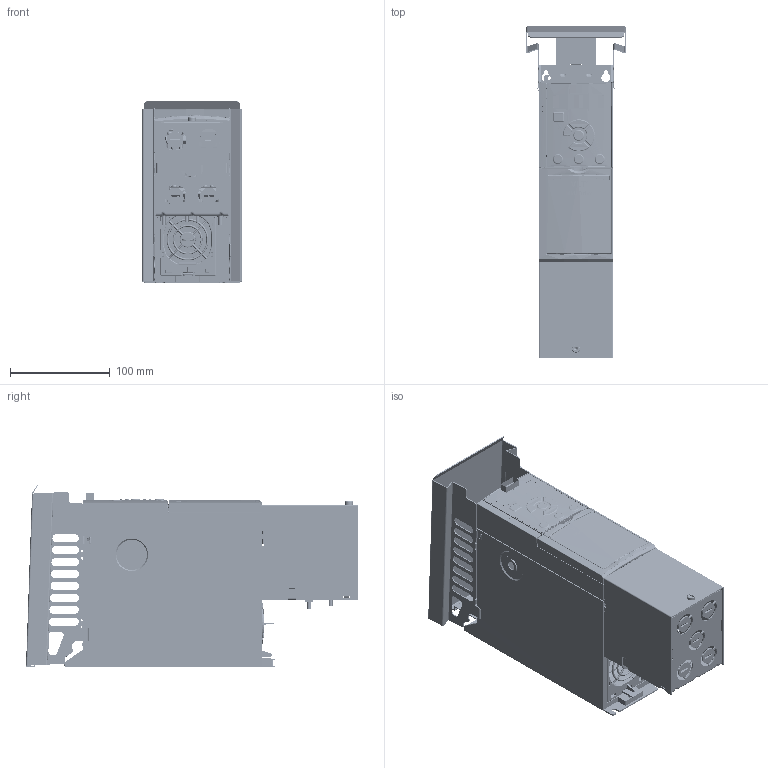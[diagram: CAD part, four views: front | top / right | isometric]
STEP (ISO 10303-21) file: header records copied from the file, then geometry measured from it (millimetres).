
FILE_DESCRIPTION((''),'2;1');
FILE_NAME('FC280-K1-IP21','2016-08-30T',('u242158'),('Danfoss Power Electronics'),'CREO PARAMETRIC BY PTC INC, 2015480','CREO PARAMETRIC BY PTC INC, 2015480','');
FILE_SCHEMA(('CONFIG_CONTROL_DESIGN','GEOMETRIC_VALIDATION_PROPERTIES_MIM'));
Products named in the file (1): FC280-K1-IP21
Bounding box: 100 x 333.2 x 183.28 mm (x, y, z)
Surface area: 607818 mm2 (no closed solid volume)
Topology: 0 solids, 274 shells, 17989 faces, 49980 edges, 32814 vertices
Faces by surface type: plane 10598, cylinder 3537, extrusion 1623, bspline 1215, cone 441, torus 337, sphere 238
Entity records: 790833 total; most frequent: CARTESIAN_POINT 249924, ORIENTED_EDGE 97083, DIRECTION 76632, EDGE_CURVE 49824, VERTEX_POINT 32811, VECTOR 32742, LINE 31119, PRESENTATION_STYLE_ASSIGNMENT 25725
